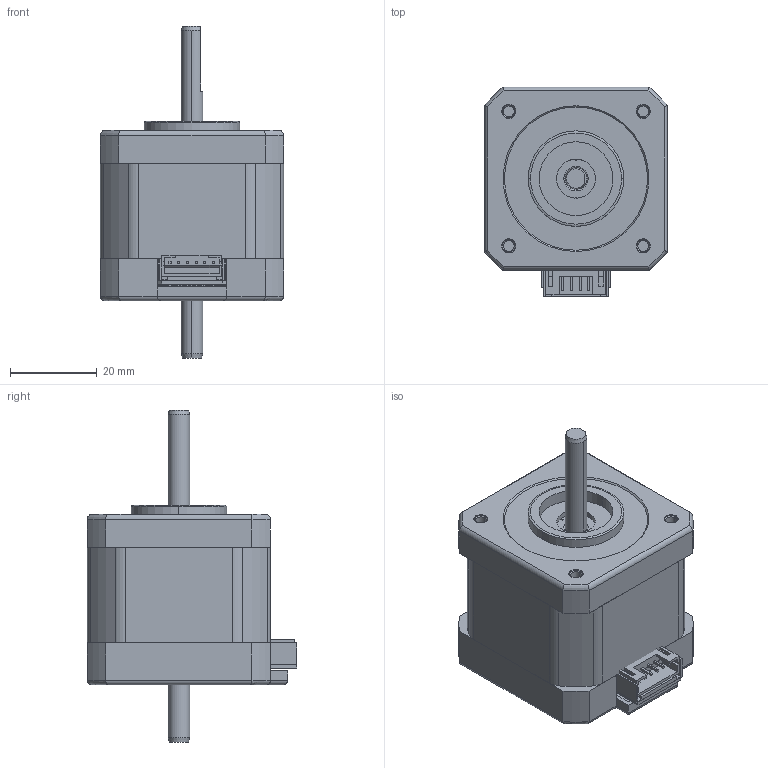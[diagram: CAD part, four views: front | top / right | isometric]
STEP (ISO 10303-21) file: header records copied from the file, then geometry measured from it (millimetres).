
FILE_DESCRIPTION((''),'2;1');
FILE_NAME('4611110027535_ASM','2024-04-17T10:46:39',('ms26442'),(''),'CREO PARAMETRIC BY PTC INC, 2018100','CREO PARAMETRIC BY PTC INC, 2018100','');
FILE_SCHEMA(('CONFIG_CONTROL_DESIGN'));
Products named in the file (24): 4613102100903; 3698153000597; 3698153000589; 4718405003462; 4613104001892_ASM; 4713101000492; 4613103003564_ASM; 4219121305417; 4613106100094_AF0; 4693220000375_AF0; 4613106100094_AF1; 4332101101637_AF0; 4613107105348_ASM; 4333201500016; 4331101000001; 4613108008987_ASM; 4219121305415; 4294404001783; 4294440200012_AF0; 4294440200012_AF1; 4613153000341_ASM; 3219720000388; 3219720005030; 4611110027535_ASM
Assembly tree (28 placements, depth 5):
  4611110027535_ASM
    4613153000341_ASM
      4613103003564_ASM
        4613104001892_ASM
          4613102100903
          3698153000597
          3698153000589
          4718405003462
        4713101000492
      4219121305417
      4613108008987_ASM
        4613107105348_ASM
          4613106100094_AF0
          4693220000375_AF0
          4613106100094_AF1
          4332101101637_AF0
        4333201500016  x2
        4331101000001  x2
      4219121305415
      4294404001783  x4
      4294440200012_AF0
      4294440200012_AF1
    3219720000388
    3219720005030
Bounding box: 42.2 x 48.35 x 76.5 mm (x, y, z)
Volume: 49771 mm3; surface area: 54675.9 mm2
Topology: 26 solids, 40 shells, 3076 faces, 8554 edges, 5628 vertices
Faces by surface type: plane 1633, cylinder 1269, cone 77, torus 56, extrusion 24, bspline 9, sphere 8
Entity records: 96800 total; most frequent: CARTESIAN_POINT 18358, DIRECTION 16652, ORIENTED_EDGE 16384, EDGE_CURVE 8210, AXIS2_PLACEMENT_3D 5665, VERTEX_POINT 5408, VECTOR 5322, LINE 5298
